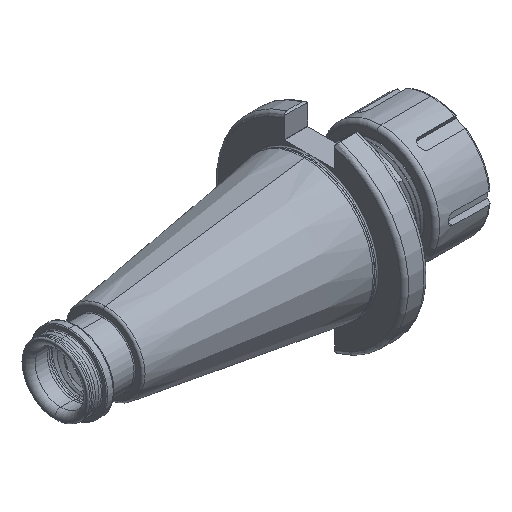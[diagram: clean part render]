
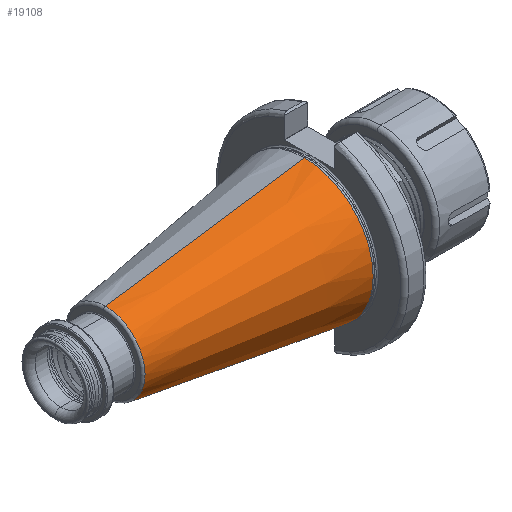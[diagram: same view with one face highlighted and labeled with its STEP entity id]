
A CAD part, isometric view. The second image highlights one B-rep face of the part: STEP entity #19108.
In plain terms, the highlighted conical face has half-angle 8.297 degrees and reference radius 35.027 mm.
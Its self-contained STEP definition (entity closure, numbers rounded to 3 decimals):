
#5631 = CONICAL_SURFACE ( 'NONE', #22519, 35.027, 0.145 ) ;
#5663 = FACE_OUTER_BOUND ( 'NONE', #16340, .T. ) ;
#6027 = VERTEX_POINT ( 'NONE', #8767 ) ;
#6263 = VECTOR ( 'NONE', #9389, 1000. ) ;
#6275 = LINE ( 'NONE', #9390, #6263 ) ;
#6282 = LINE ( 'NONE', #9407, #6292 ) ;
#6292 = VECTOR ( 'NONE', #9433, 1000. ) ;
#8767 = CARTESIAN_POINT ( 'NONE',  ( -110.123, 0., -20.207 ) ) ;
#9005 = CARTESIAN_POINT ( 'NONE',  ( -8.5, 0., -35.027 ) ) ;
#9013 = CARTESIAN_POINT ( 'NONE',  ( -8.5, 0., 35.027 ) ) ;
#9016 = CARTESIAN_POINT ( 'NONE',  ( -110.123, 0., 20.207 ) ) ;
#9389 = DIRECTION ( 'NONE',  ( 0.99, 0., 0.144 ) ) ;
#9390 = CARTESIAN_POINT ( 'NONE',  ( -8.5, 0., 35.027 ) ) ;
#9407 = CARTESIAN_POINT ( 'NONE',  ( -8.5, 0., -35.027 ) ) ;
#9433 = DIRECTION ( 'NONE',  ( 0.99, 0., -0.144 ) ) ;
#9758 = VERTEX_POINT ( 'NONE', #9005 ) ;
#9782 = VERTEX_POINT ( 'NONE', #9016 ) ;
#9797 = VERTEX_POINT ( 'NONE', #9013 ) ;
#9978 = ORIENTED_EDGE ( 'NONE', *, *, #22603, .T. ) ;
#10001 = ORIENTED_EDGE ( 'NONE', *, *, #22636, .F. ) ;
#10012 = ORIENTED_EDGE ( 'NONE', *, *, #12873, .T. ) ;
#10051 = ORIENTED_EDGE ( 'NONE', *, *, #12876, .F. ) ;
#11597 = AXIS2_PLACEMENT_3D ( 'NONE', #14647, #14620, #14621 ) ;
#11602 = AXIS2_PLACEMENT_3D ( 'NONE', #14540, #14524, #14543 ) ;
#12873 = EDGE_CURVE ( 'NONE', #6027, #9758, #6282, .T. ) ;
#12876 = EDGE_CURVE ( 'NONE', #9782, #9797, #6275, .T. ) ;
#14524 = DIRECTION ( 'NONE',  ( -1., 0., 0. ) ) ;
#14540 = CARTESIAN_POINT ( 'NONE',  ( -8.5, 0., 0. ) ) ;
#14543 = DIRECTION ( 'NONE',  ( 0., 0., 1. ) ) ;
#14620 = DIRECTION ( 'NONE',  ( -1., 0., 0. ) ) ;
#14621 = DIRECTION ( 'NONE',  ( 0., 0., 1. ) ) ;
#14647 = CARTESIAN_POINT ( 'NONE',  ( -110.123, 0., 0. ) ) ;
#16340 = EDGE_LOOP ( 'NONE', ( #10051, #10001, #10012, #9978 ) ) ;
#18847 = CIRCLE ( 'NONE', #11602, 35.027 ) ;
#18945 = CIRCLE ( 'NONE', #11597, 20.207 ) ;
#19108 = ADVANCED_FACE ( 'NONE', ( #5663 ), #5631, .T. ) ;
#22519 = AXIS2_PLACEMENT_3D ( 'NONE', #29036, #29028, #29032 ) ;
#22603 = EDGE_CURVE ( 'NONE', #9758, #9797, #18847, .T. ) ;
#22636 = EDGE_CURVE ( 'NONE', #6027, #9782, #18945, .T. ) ;
#29028 = DIRECTION ( 'NONE',  ( 1., 0., 0. ) ) ;
#29032 = DIRECTION ( 'NONE',  ( 0., 0., -1. ) ) ;
#29036 = CARTESIAN_POINT ( 'NONE',  ( -8.5, 0., 0. ) ) ;
